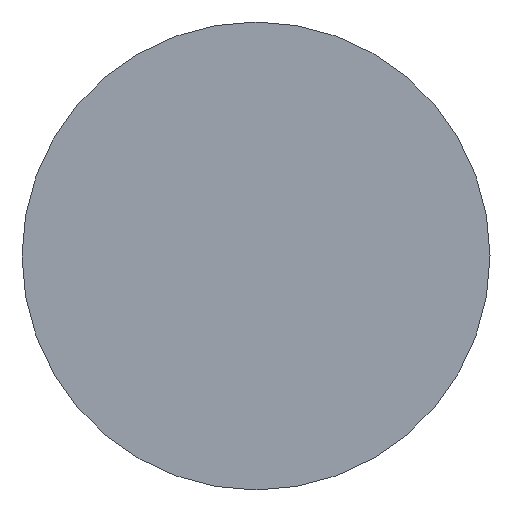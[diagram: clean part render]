
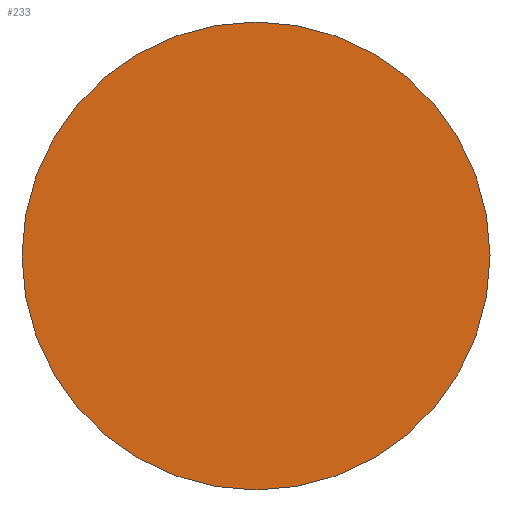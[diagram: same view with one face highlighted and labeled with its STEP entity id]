
A CAD part, front view. The second image highlights one B-rep face of the part: STEP entity #233.
In plain terms, the highlighted planar face has unit normal (0, -1, 0).
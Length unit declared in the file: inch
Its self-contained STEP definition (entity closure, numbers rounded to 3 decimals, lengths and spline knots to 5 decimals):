
#11 = DIRECTION ( 'NONE',  ( 0., -1., 0. ) ) ;
#24 = CIRCLE ( 'NONE', #224, 0.5 ) ;
#30 = AXIS2_PLACEMENT_3D ( 'NONE', #211, #190, #60 ) ;
#37 = EDGE_CURVE ( 'NONE', #245, #64, #24, .T. ) ;
#60 = DIRECTION ( 'NONE',  ( 0., 0., -1. ) ) ;
#64 = VERTEX_POINT ( 'NONE', #293 ) ;
#65 = CARTESIAN_POINT ( 'NONE',  ( 0., 0., 0. ) ) ;
#84 = CARTESIAN_POINT ( 'NONE',  ( 0., 0., -0.5 ) ) ;
#104 = DIRECTION ( 'NONE',  ( 0., 0., -1. ) ) ;
#117 = EDGE_CURVE ( 'NONE', #64, #245, #119, .T. ) ;
#119 = CIRCLE ( 'NONE', #295, 0.5 ) ;
#130 = DIRECTION ( 'NONE',  ( 0., 0., -1. ) ) ;
#138 = PLANE ( 'NONE',  #30 ) ;
#150 = ORIENTED_EDGE ( 'NONE', *, *, #117, .T. ) ;
#157 = CARTESIAN_POINT ( 'NONE',  ( 0., 0., 0. ) ) ;
#190 = DIRECTION ( 'NONE',  ( 0., -1., 0. ) ) ;
#204 = EDGE_LOOP ( 'NONE', ( #281, #150 ) ) ;
#205 = DIRECTION ( 'NONE',  ( 0., -1., 0. ) ) ;
#211 = CARTESIAN_POINT ( 'NONE',  ( 0., 0., 0. ) ) ;
#224 = AXIS2_PLACEMENT_3D ( 'NONE', #157, #11, #104 ) ;
#233 = ADVANCED_FACE ( 'NONE', ( #283 ), #138, .T. ) ;
#245 = VERTEX_POINT ( 'NONE', #84 ) ;
#281 = ORIENTED_EDGE ( 'NONE', *, *, #37, .T. ) ;
#283 = FACE_OUTER_BOUND ( 'NONE', #204, .T. ) ;
#293 = CARTESIAN_POINT ( 'NONE',  ( 0., 0., 0.5 ) ) ;
#295 = AXIS2_PLACEMENT_3D ( 'NONE', #65, #205, #130 ) ;
